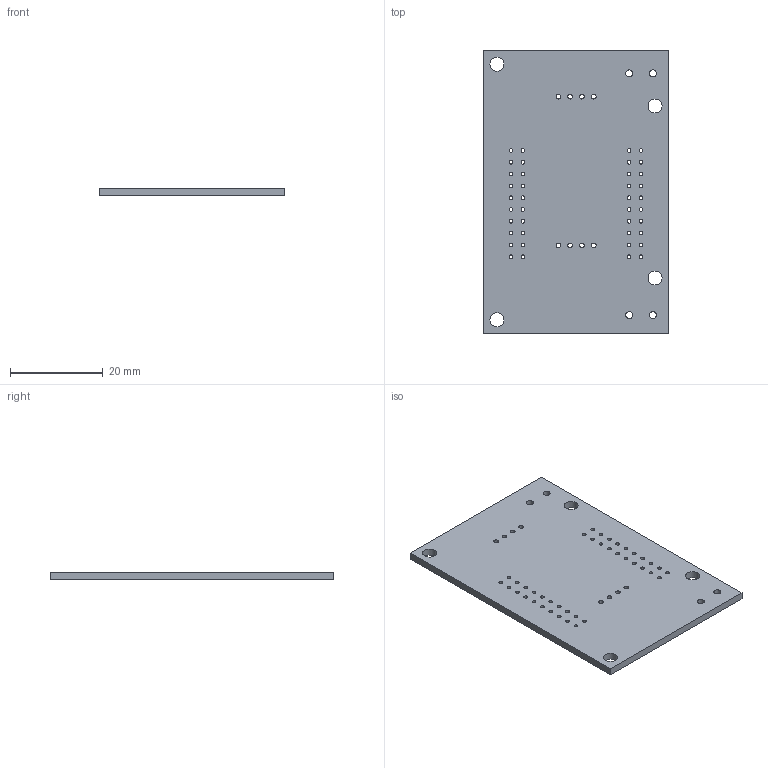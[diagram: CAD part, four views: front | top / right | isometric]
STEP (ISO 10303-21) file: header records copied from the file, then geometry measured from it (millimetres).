
FILE_DESCRIPTION(('KiCad electronic assembly'),'2;1');
FILE_NAME('hdmi-kvm.step','2022-04-24T09:30:00',('Pcbnew'),('Kicad'), 'Open CASCADE STEP processor 7.5','KiCad to STEP converter','Unknown' );
FILE_SCHEMA(('AUTOMOTIVE_DESIGN { 1 0 10303 214 1 1 1 1 }'));
Length unit declared in the file: millimetre
Products named in the file (2): hdmi-kvm 1; hdmi-kvm PCB
Assembly tree (1 placements, depth 2):
  hdmi-kvm 1
    hdmi-kvm PCB
Bounding box: 40 x 61 x 1.6 mm (x, y, z)
Volume: 3804.9 mm3; surface area: 5371.3 mm2
Topology: 1 solids, 1 shells, 62 faces, 180 edges, 120 vertices
Faces by surface type: cylinder 56, plane 6
Full cylindrical faces by diameter (mm): 0.8 x40, 1 x8, 1.52 x4, 3 x4
Entity records: 4727 total; most frequent: DIRECTION 780, CARTESIAN_POINT 724, ORIENTED_EDGE 360, PCURVE 360, DEFINITIONAL_REPRESENTATION 360, LINE 316, VECTOR 316, CIRCLE 224
